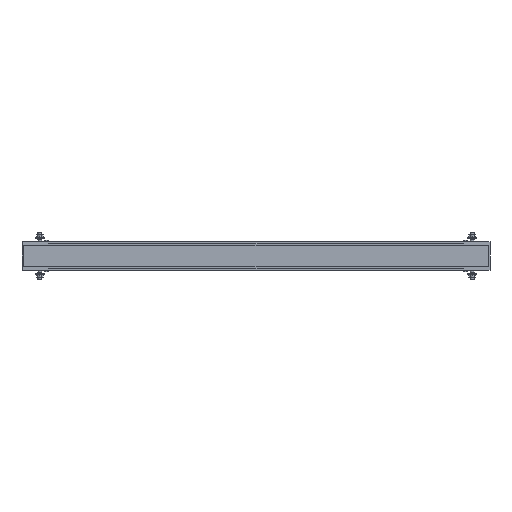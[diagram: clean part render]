
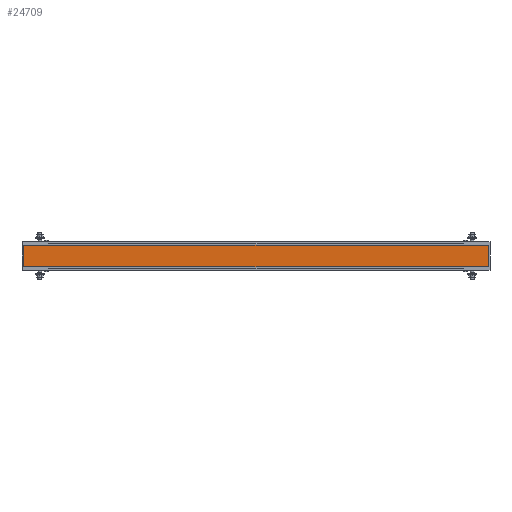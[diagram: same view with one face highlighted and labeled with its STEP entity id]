
A CAD part, front view. The second image highlights one B-rep face of the part: STEP entity #24709.
In plain terms, the highlighted planar face has unit normal (0, -1, 0).
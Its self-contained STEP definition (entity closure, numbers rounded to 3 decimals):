
#1862 = VERTEX_POINT ( 'NONE', #24354 ) ;
#2113 = DIRECTION ( 'NONE',  ( -1., 0., 0. ) ) ;
#2204 = CARTESIAN_POINT ( 'NONE',  ( -298., -887., -14. ) ) ;
#2361 = CARTESIAN_POINT ( 'NONE',  ( 298., -887., -14. ) ) ;
#4612 = CARTESIAN_POINT ( 'NONE',  ( 300.002, -887., -14. ) ) ;
#4701 = ORIENTED_EDGE ( 'NONE', *, *, #14536, .T. ) ;
#6242 = DIRECTION ( 'NONE',  ( -1., 0., 0. ) ) ;
#6396 = LINE ( 'NONE', #2361, #10987 ) ;
#6946 = VERTEX_POINT ( 'NONE', #18683 ) ;
#7397 = VECTOR ( 'NONE', #18688, 1000. ) ;
#7915 = EDGE_CURVE ( 'NONE', #6946, #8508, #10077, .T. ) ;
#8061 = VERTEX_POINT ( 'NONE', #8672 ) ;
#8327 = PLANE ( 'NONE',  #20531 ) ;
#8508 = VERTEX_POINT ( 'NONE', #11109 ) ;
#8672 = CARTESIAN_POINT ( 'NONE',  ( 298., -887., -14. ) ) ;
#9925 = ORIENTED_EDGE ( 'NONE', *, *, #25462, .T. ) ;
#10077 = LINE ( 'NONE', #2204, #7397 ) ;
#10987 = VECTOR ( 'NONE', #14613, 1000. ) ;
#11029 = ORIENTED_EDGE ( 'NONE', *, *, #23688, .F. ) ;
#11109 = CARTESIAN_POINT ( 'NONE',  ( -298., -887., -14. ) ) ;
#13490 = VECTOR ( 'NONE', #6242, 1000. ) ;
#14497 = DIRECTION ( 'NONE',  ( 0., 1., 0. ) ) ;
#14536 = EDGE_CURVE ( 'NONE', #1862, #6946, #21271, .T. ) ;
#14613 = DIRECTION ( 'NONE',  ( 0., 0., 1. ) ) ;
#14774 = DIRECTION ( 'NONE',  ( 0., 0., 1. ) ) ;
#16540 = EDGE_LOOP ( 'NONE', ( #11029, #9925, #4701, #19463 ) ) ;
#17070 = CARTESIAN_POINT ( 'NONE',  ( 300.002, -887., -14. ) ) ;
#18683 = CARTESIAN_POINT ( 'NONE',  ( -298., -887., 14. ) ) ;
#18688 = DIRECTION ( 'NONE',  ( 0., 0., -1. ) ) ;
#19111 = CARTESIAN_POINT ( 'NONE',  ( 300.002, -887., 14. ) ) ;
#19463 = ORIENTED_EDGE ( 'NONE', *, *, #7915, .T. ) ;
#20531 = AXIS2_PLACEMENT_3D ( 'NONE', #4612, #14497, #14774 ) ;
#21271 = LINE ( 'NONE', #19111, #24652 ) ;
#23688 = EDGE_CURVE ( 'NONE', #8061, #8508, #25245, .T. ) ;
#24354 = CARTESIAN_POINT ( 'NONE',  ( 298., -887., 14. ) ) ;
#24652 = VECTOR ( 'NONE', #2113, 1000. ) ;
#24709 = ADVANCED_FACE ( 'NONE', ( #27086 ), #8327, .F. ) ;
#25245 = LINE ( 'NONE', #17070, #13490 ) ;
#25462 = EDGE_CURVE ( 'NONE', #8061, #1862, #6396, .T. ) ;
#27086 = FACE_OUTER_BOUND ( 'NONE', #16540, .T. ) ;
